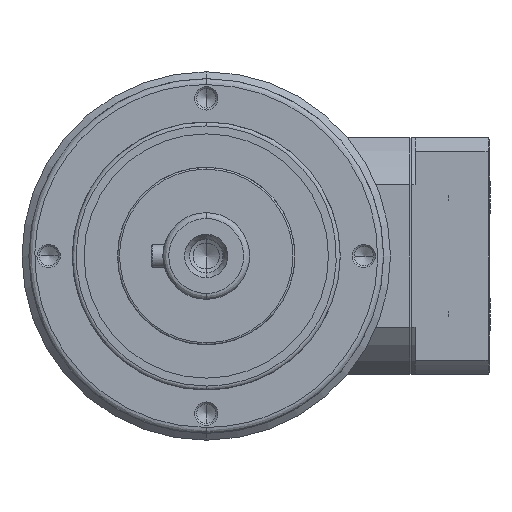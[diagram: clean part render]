
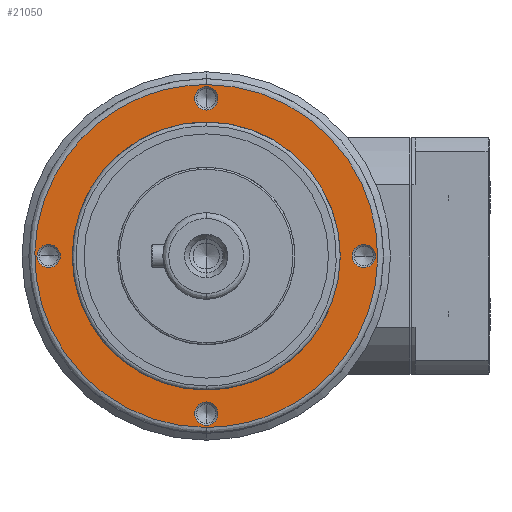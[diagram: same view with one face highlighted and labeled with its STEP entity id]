
A CAD part, left-side view. The second image highlights one B-rep face of the part: STEP entity #21050.
In plain terms, the highlighted face is planar.
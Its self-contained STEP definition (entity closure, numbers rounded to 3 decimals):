
#48 = EDGE_CURVE ( 'NONE', #18471, #20515, #4259, .T. ) ;
#122 = PLANE ( 'NONE',  #17718 ) ;
#265 =( BOUNDED_CURVE ( )  B_SPLINE_CURVE ( 3, ( #7165, #9737, #19306, #4801 ),
 .UNSPECIFIED., .F., .F. ) 
 B_SPLINE_CURVE_WITH_KNOTS ( ( 4, 4 ),
 ( 0.5, 1. ),
 .UNSPECIFIED. ) 
 CURVE ( )  GEOMETRIC_REPRESENTATION_ITEM ( )  RATIONAL_B_SPLINE_CURVE ( ( 1., 0.333, 0.333, 1. ) ) 
 REPRESENTATION_ITEM ( '' )  );
#321 = DIRECTION ( 'NONE',  ( -1., 0., 0. ) ) ;
#536 = CARTESIAN_POINT ( 'NONE',  ( -44., 40., -2.958 ) ) ;
#598 = DIRECTION ( 'NONE',  ( 0., 0., -1. ) ) ;
#711 = DIRECTION ( 'NONE',  ( 0., 0., -1. ) ) ;
#833 = VERTEX_POINT ( 'NONE', #2786 ) ;
#1854 = AXIS2_PLACEMENT_3D ( 'NONE', #13418, #29459, #15811 ) ;
#1888 = CARTESIAN_POINT ( 'NONE',  ( -44., 0., -42.958 ) ) ;
#2080 = CARTESIAN_POINT ( 'NONE',  ( -44., -40., 0. ) ) ;
#2359 = AXIS2_PLACEMENT_3D ( 'NONE', #28987, #15334, #598 ) ;
#2389 = CARTESIAN_POINT ( 'NONE',  ( -44., -40., 2.958 ) ) ;
#2424 = ORIENTED_EDGE ( 'NONE', *, *, #28670, .T. ) ;
#2510 = CARTESIAN_POINT ( 'NONE',  ( -44., 40., 0. ) ) ;
#2786 = CARTESIAN_POINT ( 'NONE',  ( -44., 0., -37.042 ) ) ;
#3487 = CIRCLE ( 'NONE', #2359, 2.958 ) ;
#3515 = CIRCLE ( 'NONE', #1854, 2.958 ) ;
#3527 = VERTEX_POINT ( 'NONE', #1888 ) ;
#3682 = EDGE_CURVE ( 'NONE', #4664, #28578, #11037, .T. ) ;
#3862 = CIRCLE ( 'NONE', #7083, 2.958 ) ;
#3981 = AXIS2_PLACEMENT_3D ( 'NONE', #20017, #5501, #22425 ) ;
#4259 = CIRCLE ( 'NONE', #22731, 34. ) ;
#4521 = DIRECTION ( 'NONE',  ( 0., 0., -1. ) ) ;
#4664 = VERTEX_POINT ( 'NONE', #19983 ) ;
#4801 = CARTESIAN_POINT ( 'NONE',  ( -44., 0., -43.5 ) ) ;
#4958 = DIRECTION ( 'NONE',  ( 0., 0., -1. ) ) ;
#4964 = ORIENTED_EDGE ( 'NONE', *, *, #17024, .T. ) ;
#5247 = CARTESIAN_POINT ( 'NONE',  ( -44., 0., 40. ) ) ;
#5357 = ORIENTED_EDGE ( 'NONE', *, *, #28307, .T. ) ;
#5501 = DIRECTION ( 'NONE',  ( -1., 0., 0. ) ) ;
#5672 = CARTESIAN_POINT ( 'NONE',  ( -44., 40., 2.958 ) ) ;
#5849 = VERTEX_POINT ( 'NONE', #9582 ) ;
#6217 = FACE_BOUND ( 'NONE', #11623, .T. ) ;
#6942 = FACE_BOUND ( 'NONE', #18508, .T. ) ;
#7083 = AXIS2_PLACEMENT_3D ( 'NONE', #15102, #321, #17419 ) ;
#7165 = CARTESIAN_POINT ( 'NONE',  ( -44., 0., 43.5 ) ) ;
#7772 = DIRECTION ( 'NONE',  ( 0., 0., -1. ) ) ;
#8825 = CIRCLE ( 'NONE', #27284, 2.958 ) ;
#9339 = CIRCLE ( 'NONE', #3981, 2.958 ) ;
#9582 = CARTESIAN_POINT ( 'NONE',  ( -44., -40., -2.958 ) ) ;
#9737 = CARTESIAN_POINT ( 'NONE',  ( -44., 87., 43.5 ) ) ;
#9770 = CARTESIAN_POINT ( 'NONE',  ( -44., 0., 0. ) ) ;
#10108 = CARTESIAN_POINT ( 'NONE',  ( -44., 0., 0. ) ) ;
#10467 = AXIS2_PLACEMENT_3D ( 'NONE', #5247, #22195, #7772 ) ;
#11037 =( BOUNDED_CURVE ( )  B_SPLINE_CURVE ( 3, ( #30120, #30558, #25051, #24686 ),
 .UNSPECIFIED., .F., .F. ) 
 B_SPLINE_CURVE_WITH_KNOTS ( ( 4, 4 ),
 ( 0., 0.5 ),
 .UNSPECIFIED. ) 
 CURVE ( )  GEOMETRIC_REPRESENTATION_ITEM ( )  RATIONAL_B_SPLINE_CURVE ( ( 1., 0.333, 0.333, 1. ) ) 
 REPRESENTATION_ITEM ( '' )  );
#11055 = CIRCLE ( 'NONE', #18541, 2.958 ) ;
#11623 = EDGE_LOOP ( 'NONE', ( #25811, #26547 ) ) ;
#11754 = VERTEX_POINT ( 'NONE', #22449 ) ;
#12089 = VERTEX_POINT ( 'NONE', #5672 ) ;
#12225 = DIRECTION ( 'NONE',  ( 0., 0., 1. ) ) ;
#12579 = DIRECTION ( 'NONE',  ( 0., 0., -1. ) ) ;
#12582 = ORIENTED_EDGE ( 'NONE', *, *, #28678, .T. ) ;
#12784 = FACE_BOUND ( 'NONE', #13292, .T. ) ;
#13292 = EDGE_LOOP ( 'NONE', ( #17334, #12582 ) ) ;
#13349 = EDGE_CURVE ( 'NONE', #14212, #11754, #3515, .T. ) ;
#13401 = DIRECTION ( 'NONE',  ( 0., 0., 1. ) ) ;
#13407 = CARTESIAN_POINT ( 'NONE',  ( -44., 0., 34. ) ) ;
#13418 = CARTESIAN_POINT ( 'NONE',  ( -44., 0., 40. ) ) ;
#13439 = DIRECTION ( 'NONE',  ( -1., 0., 0. ) ) ;
#13534 = CARTESIAN_POINT ( 'NONE',  ( -44., 0., 0. ) ) ;
#14212 = VERTEX_POINT ( 'NONE', #26194 ) ;
#14332 = EDGE_CURVE ( 'NONE', #3527, #833, #8825, .T. ) ;
#15102 = CARTESIAN_POINT ( 'NONE',  ( -44., 0., -40. ) ) ;
#15257 = CARTESIAN_POINT ( 'NONE',  ( -44., 0., -34. ) ) ;
#15334 = DIRECTION ( 'NONE',  ( -1., 0., 0. ) ) ;
#15436 = DIRECTION ( 'NONE',  ( -1., 0., 0. ) ) ;
#15811 = DIRECTION ( 'NONE',  ( 0., 0., -1. ) ) ;
#15958 = AXIS2_PLACEMENT_3D ( 'NONE', #9770, #26053, #12225 ) ;
#16528 = EDGE_CURVE ( 'NONE', #25442, #12089, #27779, .T. ) ;
#16883 = CIRCLE ( 'NONE', #10467, 2.958 ) ;
#17024 = EDGE_CURVE ( 'NONE', #5849, #19584, #11055, .T. ) ;
#17334 = ORIENTED_EDGE ( 'NONE', *, *, #13349, .T. ) ;
#17419 = DIRECTION ( 'NONE',  ( 0., 0., -1. ) ) ;
#17718 = AXIS2_PLACEMENT_3D ( 'NONE', #10108, #26381, #12579 ) ;
#18471 = VERTEX_POINT ( 'NONE', #13407 ) ;
#18508 = EDGE_LOOP ( 'NONE', ( #4964, #5357 ) ) ;
#18541 = AXIS2_PLACEMENT_3D ( 'NONE', #2080, #19015, #4521 ) ;
#19015 = DIRECTION ( 'NONE',  ( -1., 0., 0. ) ) ;
#19032 = FACE_OUTER_BOUND ( 'NONE', #22439, .T. ) ;
#19306 = CARTESIAN_POINT ( 'NONE',  ( -44., 87., -43.5 ) ) ;
#19410 = ORIENTED_EDGE ( 'NONE', *, *, #28926, .F. ) ;
#19472 = DIRECTION ( 'NONE',  ( -1., 0., 0. ) ) ;
#19487 = ORIENTED_EDGE ( 'NONE', *, *, #28620, .T. ) ;
#19584 = VERTEX_POINT ( 'NONE', #2389 ) ;
#19864 = ORIENTED_EDGE ( 'NONE', *, *, #14332, .T. ) ;
#19983 = CARTESIAN_POINT ( 'NONE',  ( -44., 0., -43.5 ) ) ;
#20017 = CARTESIAN_POINT ( 'NONE',  ( -44., 40., 0. ) ) ;
#20515 = VERTEX_POINT ( 'NONE', #15257 ) ;
#21050 = ADVANCED_FACE ( 'NONE', ( #12784, #25087, #19032, #24486, #6217, #6942 ), #122, .T. ) ;
#22103 = ORIENTED_EDGE ( 'NONE', *, *, #3682, .F. ) ;
#22195 = DIRECTION ( 'NONE',  ( -1., 0., 0. ) ) ;
#22210 = EDGE_LOOP ( 'NONE', ( #19864, #2424 ) ) ;
#22425 = DIRECTION ( 'NONE',  ( 0., 0., -1. ) ) ;
#22439 = EDGE_LOOP ( 'NONE', ( #19410, #22103 ) ) ;
#22449 = CARTESIAN_POINT ( 'NONE',  ( -44., 0., 42.958 ) ) ;
#22731 = AXIS2_PLACEMENT_3D ( 'NONE', #13534, #13439, #13401 ) ;
#23795 = CARTESIAN_POINT ( 'NONE',  ( -44., 0., 43.5 ) ) ;
#24306 = AXIS2_PLACEMENT_3D ( 'NONE', #2510, #19472, #4958 ) ;
#24486 = FACE_BOUND ( 'NONE', #26793, .T. ) ;
#24686 = CARTESIAN_POINT ( 'NONE',  ( -44., 0., 43.5 ) ) ;
#25051 = CARTESIAN_POINT ( 'NONE',  ( -44., -87., 43.5 ) ) ;
#25087 = FACE_BOUND ( 'NONE', #22210, .T. ) ;
#25442 = VERTEX_POINT ( 'NONE', #536 ) ;
#25811 = ORIENTED_EDGE ( 'NONE', *, *, #16528, .T. ) ;
#26053 = DIRECTION ( 'NONE',  ( -1., 0., 0. ) ) ;
#26194 = CARTESIAN_POINT ( 'NONE',  ( -44., 0., 37.042 ) ) ;
#26381 = DIRECTION ( 'NONE',  ( 1., 0., 0. ) ) ;
#26547 = ORIENTED_EDGE ( 'NONE', *, *, #28311, .T. ) ;
#26793 = EDGE_LOOP ( 'NONE', ( #26806, #19487 ) ) ;
#26806 = ORIENTED_EDGE ( 'NONE', *, *, #48, .T. ) ;
#27284 = AXIS2_PLACEMENT_3D ( 'NONE', #29098, #15436, #711 ) ;
#27779 = CIRCLE ( 'NONE', #24306, 2.958 ) ;
#27909 = CIRCLE ( 'NONE', #15958, 34. ) ;
#28307 = EDGE_CURVE ( 'NONE', #19584, #5849, #3487, .T. ) ;
#28311 = EDGE_CURVE ( 'NONE', #12089, #25442, #9339, .T. ) ;
#28578 = VERTEX_POINT ( 'NONE', #23795 ) ;
#28620 = EDGE_CURVE ( 'NONE', #20515, #18471, #27909, .T. ) ;
#28670 = EDGE_CURVE ( 'NONE', #833, #3527, #3862, .T. ) ;
#28678 = EDGE_CURVE ( 'NONE', #11754, #14212, #16883, .T. ) ;
#28926 = EDGE_CURVE ( 'NONE', #28578, #4664, #265, .T. ) ;
#28987 = CARTESIAN_POINT ( 'NONE',  ( -44., -40., 0. ) ) ;
#29098 = CARTESIAN_POINT ( 'NONE',  ( -44., 0., -40. ) ) ;
#29459 = DIRECTION ( 'NONE',  ( -1., 0., 0. ) ) ;
#30120 = CARTESIAN_POINT ( 'NONE',  ( -44., 0., -43.5 ) ) ;
#30558 = CARTESIAN_POINT ( 'NONE',  ( -44., -87., -43.5 ) ) ;
